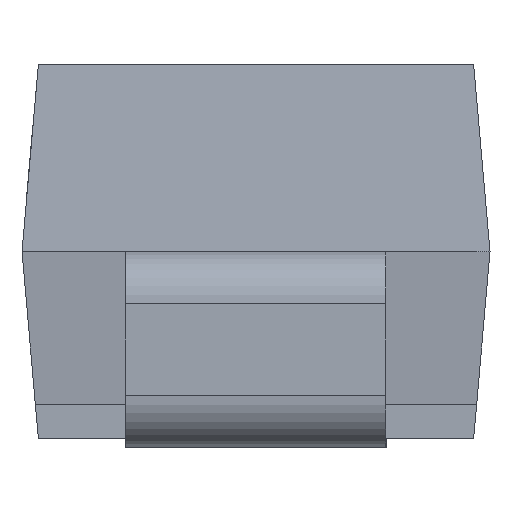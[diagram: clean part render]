
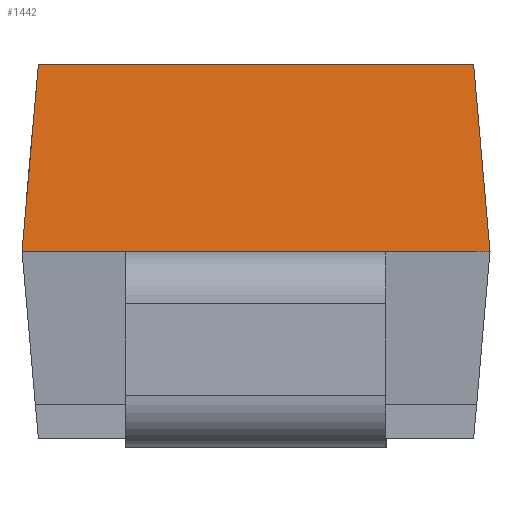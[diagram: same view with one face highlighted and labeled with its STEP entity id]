
A CAD part, left-side view. The second image highlights one B-rep face of the part: STEP entity #1442.
In plain terms, the highlighted planar face has unit normal (-0.996, 0, 0.087).
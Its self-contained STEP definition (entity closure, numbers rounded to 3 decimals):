
#215 = VECTOR ( 'NONE', #1085, 1000. ) ;
#304 = CARTESIAN_POINT ( 'NONE',  ( -2.15, 0.75, 0. ) ) ;
#778 = DIRECTION ( 'NONE',  ( 0.087, 0., 0.996 ) ) ;
#800 = LINE ( 'NONE', #2008, #215 ) ;
#976 = EDGE_CURVE ( 'NONE', #6842, #5565, #3451, .T. ) ;
#1085 = DIRECTION ( 'NONE',  ( -0.087, -0.087, -0.992 ) ) ;
#1277 = FACE_OUTER_BOUND ( 'NONE', #4182, .T. ) ;
#1406 = CARTESIAN_POINT ( 'NONE',  ( -2.15, 1.35, 0. ) ) ;
#1442 = ADVANCED_FACE ( 'NONE', ( #1277 ), #11356, .T. ) ;
#1504 = VERTEX_POINT ( 'NONE', #4908 ) ;
#1543 = VERTEX_POINT ( 'NONE', #2800 ) ;
#1610 = VECTOR ( 'NONE', #2048, 1000. ) ;
#2008 = CARTESIAN_POINT ( 'NONE',  ( -2.15, -1.35, 0. ) ) ;
#2048 = DIRECTION ( 'NONE',  ( 0., -1., 0. ) ) ;
#2120 = DIRECTION ( 'NONE',  ( 0., -1., 0. ) ) ;
#2771 = EDGE_CURVE ( 'NONE', #6842, #1543, #12648, .T. ) ;
#2800 = CARTESIAN_POINT ( 'NONE',  ( -2.056, -1.256, 1.08 ) ) ;
#3215 = ORIENTED_EDGE ( 'NONE', *, *, #3231, .T. ) ;
#3231 = EDGE_CURVE ( 'NONE', #4248, #6680, #8890, .T. ) ;
#3451 = LINE ( 'NONE', #1406, #10297 ) ;
#3479 = CARTESIAN_POINT ( 'NONE',  ( -2.056, 1.35, 1.08 ) ) ;
#3513 = ORIENTED_EDGE ( 'NONE', *, *, #8975, .F. ) ;
#3787 = ORIENTED_EDGE ( 'NONE', *, *, #6480, .T. ) ;
#3849 = DIRECTION ( 'NONE',  ( 0., -1., 0. ) ) ;
#4182 = EDGE_LOOP ( 'NONE', ( #4496, #3215, #3787, #3513, #10205, #9293 ) ) ;
#4248 = VERTEX_POINT ( 'NONE', #304 ) ;
#4480 = DIRECTION ( 'NONE',  ( 0., -1., 0. ) ) ;
#4496 = ORIENTED_EDGE ( 'NONE', *, *, #12729, .T. ) ;
#4700 = CARTESIAN_POINT ( 'NONE',  ( -2.15, 1.35, 0. ) ) ;
#4908 = CARTESIAN_POINT ( 'NONE',  ( -2.15, -1.35, 0. ) ) ;
#5028 = LINE ( 'NONE', #11162, #8686 ) ;
#5216 = CARTESIAN_POINT ( 'NONE',  ( -2.15, 1.35, 0. ) ) ;
#5565 = VERTEX_POINT ( 'NONE', #10170 ) ;
#5669 = CARTESIAN_POINT ( 'NONE',  ( -2.15, -0.75, 0. ) ) ;
#6480 = EDGE_CURVE ( 'NONE', #6680, #1504, #8041, .T. ) ;
#6680 = VERTEX_POINT ( 'NONE', #5669 ) ;
#6842 = VERTEX_POINT ( 'NONE', #9025 ) ;
#8041 = LINE ( 'NONE', #5216, #1610 ) ;
#8686 = VECTOR ( 'NONE', #2120, 1000. ) ;
#8890 = LINE ( 'NONE', #12896, #10811 ) ;
#8975 = EDGE_CURVE ( 'NONE', #1543, #1504, #800, .T. ) ;
#9025 = CARTESIAN_POINT ( 'NONE',  ( -2.056, 1.256, 1.08 ) ) ;
#9129 = VECTOR ( 'NONE', #4480, 1000. ) ;
#9293 = ORIENTED_EDGE ( 'NONE', *, *, #976, .T. ) ;
#10170 = CARTESIAN_POINT ( 'NONE',  ( -2.15, 1.35, 0. ) ) ;
#10205 = ORIENTED_EDGE ( 'NONE', *, *, #2771, .F. ) ;
#10297 = VECTOR ( 'NONE', #10446, 1000. ) ;
#10446 = DIRECTION ( 'NONE',  ( -0.087, 0.087, -0.992 ) ) ;
#10811 = VECTOR ( 'NONE', #3849, 1000. ) ;
#11162 = CARTESIAN_POINT ( 'NONE',  ( -2.15, 1.35, 0. ) ) ;
#11356 = PLANE ( 'NONE',  #12418 ) ;
#11814 = DIRECTION ( 'NONE',  ( -0.996, 0., 0.087 ) ) ;
#12418 = AXIS2_PLACEMENT_3D ( 'NONE', #4700, #11814, #778 ) ;
#12648 = LINE ( 'NONE', #3479, #9129 ) ;
#12729 = EDGE_CURVE ( 'NONE', #5565, #4248, #5028, .T. ) ;
#12896 = CARTESIAN_POINT ( 'NONE',  ( -2.15, 1.35, 0. ) ) ;
